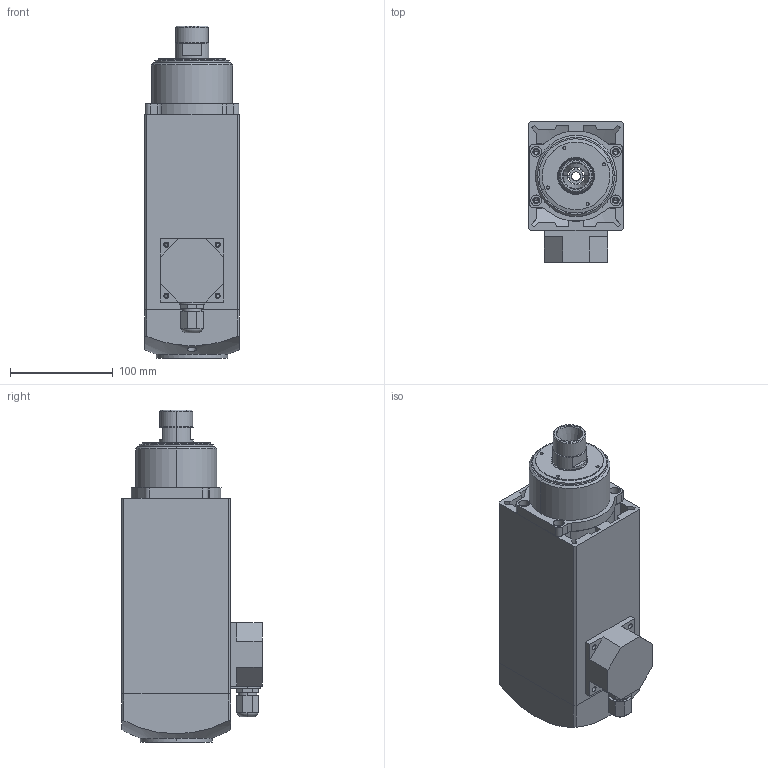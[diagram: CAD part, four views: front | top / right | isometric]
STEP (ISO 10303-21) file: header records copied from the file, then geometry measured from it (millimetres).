
FILE_DESCRIPTION (( 'STEP AP203' ), '1' );
FILE_NAME ('GDF53-9Z-2.2.STEP', '2023-03-10T05:53:52', ( '' ), ( '' ), 'SwSTEP 2.0', 'SolidWorks 2019', '' );
FILE_SCHEMA (( 'CONFIG_CONTROL_DESIGN' ));
Length unit declared in the file: millimetre
Products named in the file (10): _model14.stp; 躇猾裔.stp; GDF53-9Z-2.2; 瑞欶.stp; 傷裔.stp; 儂褲.stp; 粣.stp; GDF53-9Z-2.2.stp; ヶ裔.stp; 綴粣創釱.stp
Assembly tree (9 placements, depth 3):
  GDF53-9Z-2.2
    GDF53-9Z-2.2.stp
      儂褲.stp
      傷裔.stp
      粣.stp
      ヶ裔.stp
      躇猾裔.stp
      綴粣創釱.stp
      瑞欶.stp
      _model14.stp
Bounding box: 92 x 136.8 x 323.7 mm (x, y, z)
Volume: 1094728.2 mm3; surface area: 379275.9 mm2
Topology: 10 solids, 10 shells, 594 faces, 1473 edges, 935 vertices
Faces by surface type: cylinder 261, plane 207, cone 98, torus 24, bspline 4
Entity records: 20771 total; most frequent: CARTESIAN_POINT 5010, DIRECTION 3239, ORIENTED_EDGE 2910, EDGE_CURVE 1455, AXIS2_PLACEMENT_3D 1244, VERTEX_POINT 935, EDGE_LOOP 762, VECTOR 751
